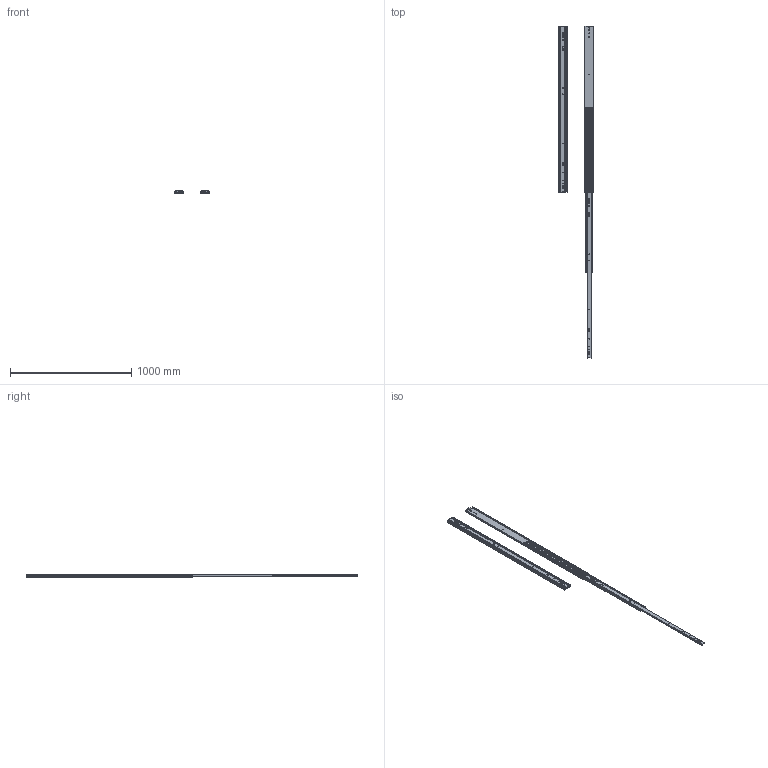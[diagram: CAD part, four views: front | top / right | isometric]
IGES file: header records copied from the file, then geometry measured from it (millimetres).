
Start section: SolidWorks IGES file using analytic representation for surfaces
Global section: file name: TSS7719-54 Zoll.IGS; native system: SolidWorks 2015; preprocessor: SolidWorks 2015; author: mFritsch; date: 190606.120214; units: millimetre
Bounding box: 295.34 x 2743.2 x 19.42 mm (x, y, z)
Surface area: 1516347.6 mm2 (no closed solid volume)
Topology: 0 solids, 0 shells, 290 faces, 5208 edges, 5208 vertices
Faces by surface type: revolution 150, bspline 140
